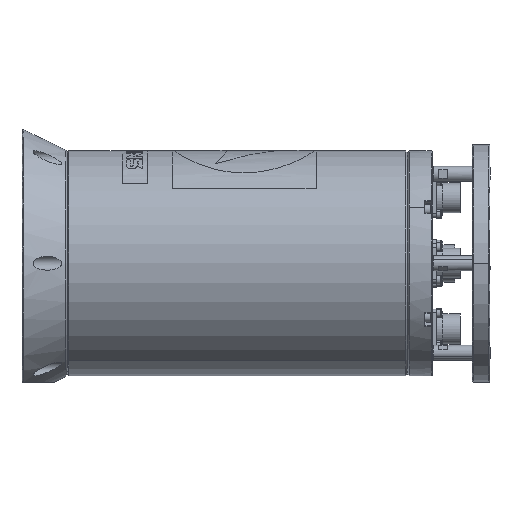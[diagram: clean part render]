
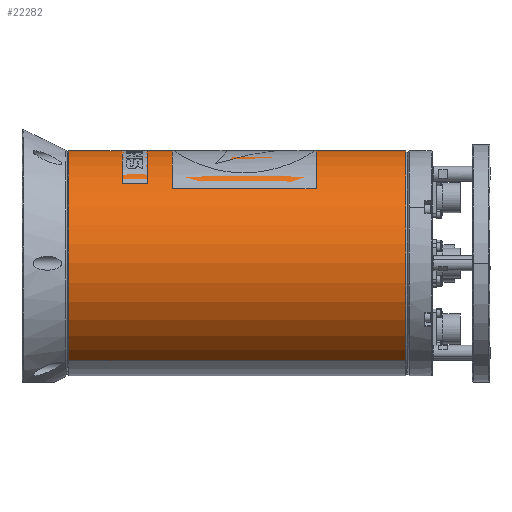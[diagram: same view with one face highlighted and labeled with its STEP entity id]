
A CAD part, front view. The second image highlights one B-rep face of the part: STEP entity #22282.
In plain terms, the highlighted cylindrical face has radius 90 mm (diameter 180 mm), a partial arc.
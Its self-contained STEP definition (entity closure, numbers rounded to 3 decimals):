
#751 = AXIS2_PLACEMENT_3D ( 'NONE', #85211, #85207, #85214 ) ;
#12648 = EDGE_LOOP ( 'NONE', ( #55706, #55705, #55704, #55703 ) ) ;
#22282 = ADVANCED_FACE ( 'NONE', ( #85210 ), #85213, .T. ) ;
#23345 = EDGE_CURVE ( 'NONE', #74292, #74287, #33939, .T. ) ;
#23348 = EDGE_CURVE ( 'NONE', #74291, #74288, #33946, .T. ) ;
#23419 = EDGE_CURVE ( 'NONE', #74288, #74287, #50749, .T. ) ;
#23427 = EDGE_CURVE ( 'NONE', #74292, #74291, #50743, .T. ) ;
#33933 = CARTESIAN_POINT ( 'NONE',  ( -140., -90., 0. ) ) ;
#33939 = LINE ( 'NONE', #33933, #50806 ) ;
#33945 = DIRECTION ( 'NONE',  ( -1., 0., 0. ) ) ;
#33946 = LINE ( 'NONE', #33947, #50804 ) ;
#33947 = CARTESIAN_POINT ( 'NONE',  ( -140., 90., 0. ) ) ;
#33948 = DIRECTION ( 'NONE',  ( -1., 0., 0. ) ) ;
#34051 = CARTESIAN_POINT ( 'NONE',  ( -134.5, 0., 0. ) ) ;
#34052 = DIRECTION ( 'NONE',  ( 1., 0., 0. ) ) ;
#34053 = DIRECTION ( 'NONE',  ( 0., 1., 0. ) ) ;
#34063 = CARTESIAN_POINT ( 'NONE',  ( 134.5, 0., 0. ) ) ;
#34064 = DIRECTION ( 'NONE',  ( -1., 0., 0. ) ) ;
#34065 = DIRECTION ( 'NONE',  ( 0., -1., 0. ) ) ;
#50738 = AXIS2_PLACEMENT_3D ( 'NONE', #34063, #34064, #34065 ) ;
#50743 = CIRCLE ( 'NONE', #50738, 90. ) ;
#50744 = AXIS2_PLACEMENT_3D ( 'NONE', #34051, #34052, #34053 ) ;
#50749 = CIRCLE ( 'NONE', #50744, 90. ) ;
#50804 = VECTOR ( 'NONE', #33948, 1000. ) ;
#50806 = VECTOR ( 'NONE', #33945, 1000. ) ;
#55703 = ORIENTED_EDGE ( 'NONE', *, *, #23345, .F. ) ;
#55704 = ORIENTED_EDGE ( 'NONE', *, *, #23419, .T. ) ;
#55705 = ORIENTED_EDGE ( 'NONE', *, *, #23348, .T. ) ;
#55706 = ORIENTED_EDGE ( 'NONE', *, *, #23427, .T. ) ;
#74287 = VERTEX_POINT ( 'NONE', #75193 ) ;
#74288 = VERTEX_POINT ( 'NONE', #75195 ) ;
#74291 = VERTEX_POINT ( 'NONE', #75201 ) ;
#74292 = VERTEX_POINT ( 'NONE', #75203 ) ;
#75193 = CARTESIAN_POINT ( 'NONE',  ( -134.5, -90., 0. ) ) ;
#75195 = CARTESIAN_POINT ( 'NONE',  ( -134.5, 90., 0. ) ) ;
#75201 = CARTESIAN_POINT ( 'NONE',  ( 134.5, 90., 0. ) ) ;
#75203 = CARTESIAN_POINT ( 'NONE',  ( 134.5, -90., 0. ) ) ;
#85207 = DIRECTION ( 'NONE',  ( -1., 0., 0. ) ) ;
#85210 = FACE_OUTER_BOUND ( 'NONE', #12648, .T. ) ;
#85211 = CARTESIAN_POINT ( 'NONE',  ( -140., 0., 0. ) ) ;
#85213 = CYLINDRICAL_SURFACE ( 'NONE', #751, 90. ) ;
#85214 = DIRECTION ( 'NONE',  ( 0., -1., 0. ) ) ;
